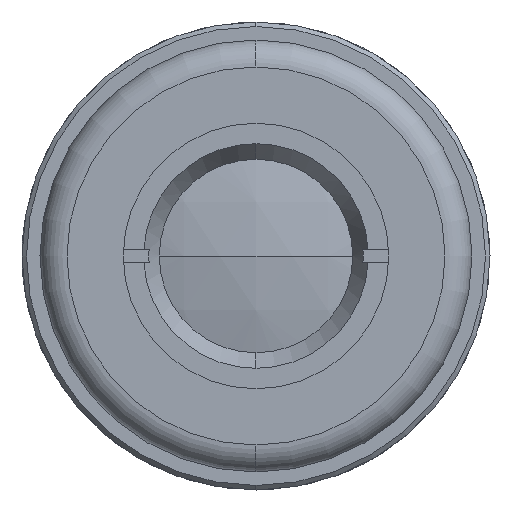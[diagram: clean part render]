
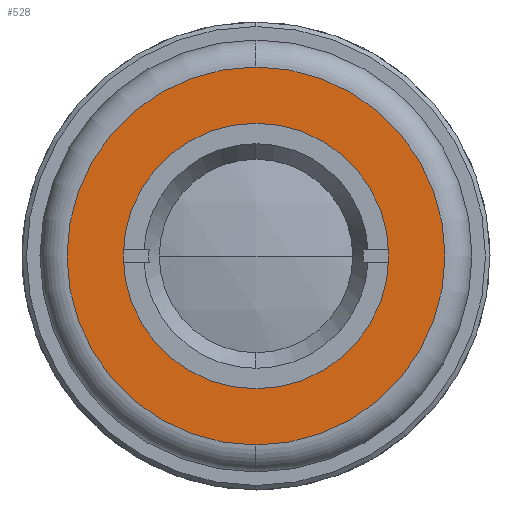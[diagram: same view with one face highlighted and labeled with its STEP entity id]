
A CAD part, left-side view. The second image highlights one B-rep face of the part: STEP entity #528.
In plain terms, the highlighted planar face has unit normal (-1, 0, 0).
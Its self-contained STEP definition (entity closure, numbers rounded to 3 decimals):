
#87 = ORIENTED_EDGE ( 'NONE', *, *, #1078, .T. ) ;
#258 = ORIENTED_EDGE ( 'NONE', *, *, #2922, .T. ) ;
#375 = EDGE_LOOP ( 'NONE', ( #87, #258 ) ) ;
#425 = CIRCLE ( 'NONE', #3075, 21. ) ;
#528 = ADVANCED_FACE ( 'NONE', ( #2757, #1459 ), #1442, .F. ) ;
#641 = VERTEX_POINT ( 'NONE', #964 ) ;
#647 = CARTESIAN_POINT ( 'NONE',  ( -33.9, 24., 0. ) ) ;
#699 = DIRECTION ( 'NONE',  ( 0., 0., 1. ) ) ;
#849 = DIRECTION ( 'NONE',  ( 0., 0., -1. ) ) ;
#964 = CARTESIAN_POINT ( 'NONE',  ( -33.9, 0., -14.75 ) ) ;
#1078 = EDGE_CURVE ( 'NONE', #2428, #1778, #1587, .T. ) ;
#1263 = DIRECTION ( 'NONE',  ( 0., 0., 1. ) ) ;
#1442 = PLANE ( 'NONE',  #1983 ) ;
#1459 = FACE_BOUND ( 'NONE', #3020, .T. ) ;
#1529 = AXIS2_PLACEMENT_3D ( 'NONE', #1764, #2543, #2010 ) ;
#1587 = CIRCLE ( 'NONE', #1529, 21. ) ;
#1591 = ORIENTED_EDGE ( 'NONE', *, *, #2663, .F. ) ;
#1732 = AXIS2_PLACEMENT_3D ( 'NONE', #2032, #2302, #1263 ) ;
#1764 = CARTESIAN_POINT ( 'NONE',  ( -33.9, 0., 0. ) ) ;
#1766 = ORIENTED_EDGE ( 'NONE', *, *, #1913, .F. ) ;
#1778 = VERTEX_POINT ( 'NONE', #2235 ) ;
#1878 = AXIS2_PLACEMENT_3D ( 'NONE', #3419, #2589, #699 ) ;
#1913 = EDGE_CURVE ( 'NONE', #641, #3303, #3315, .T. ) ;
#1968 = CARTESIAN_POINT ( 'NONE',  ( -33.9, 0., 14.75 ) ) ;
#1983 = AXIS2_PLACEMENT_3D ( 'NONE', #647, #3349, #3065 ) ;
#2010 = DIRECTION ( 'NONE',  ( 0., 0., -1. ) ) ;
#2032 = CARTESIAN_POINT ( 'NONE',  ( -33.9, 0., 0. ) ) ;
#2235 = CARTESIAN_POINT ( 'NONE',  ( -33.9, 0., 21. ) ) ;
#2240 = DIRECTION ( 'NONE',  ( -1., 0., 0. ) ) ;
#2302 = DIRECTION ( 'NONE',  ( -1., 0., 0. ) ) ;
#2379 = CIRCLE ( 'NONE', #1878, 14.75 ) ;
#2428 = VERTEX_POINT ( 'NONE', #2706 ) ;
#2543 = DIRECTION ( 'NONE',  ( -1., 0., 0. ) ) ;
#2589 = DIRECTION ( 'NONE',  ( -1., 0., 0. ) ) ;
#2663 = EDGE_CURVE ( 'NONE', #3303, #641, #2379, .T. ) ;
#2706 = CARTESIAN_POINT ( 'NONE',  ( -33.9, 0., -21. ) ) ;
#2757 = FACE_OUTER_BOUND ( 'NONE', #375, .T. ) ;
#2922 = EDGE_CURVE ( 'NONE', #1778, #2428, #425, .T. ) ;
#3020 = EDGE_LOOP ( 'NONE', ( #1591, #1766 ) ) ;
#3065 = DIRECTION ( 'NONE',  ( 0., 0., -1. ) ) ;
#3075 = AXIS2_PLACEMENT_3D ( 'NONE', #3274, #2240, #849 ) ;
#3274 = CARTESIAN_POINT ( 'NONE',  ( -33.9, 0., 0. ) ) ;
#3303 = VERTEX_POINT ( 'NONE', #1968 ) ;
#3315 = CIRCLE ( 'NONE', #1732, 14.75 ) ;
#3349 = DIRECTION ( 'NONE',  ( 1., 0., 0. ) ) ;
#3419 = CARTESIAN_POINT ( 'NONE',  ( -33.9, 0., 0. ) ) ;
